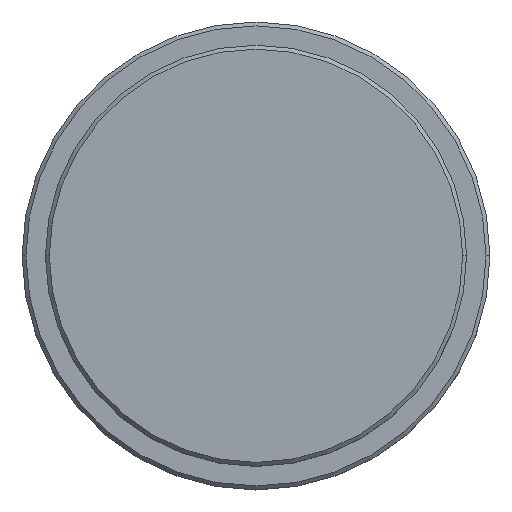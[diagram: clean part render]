
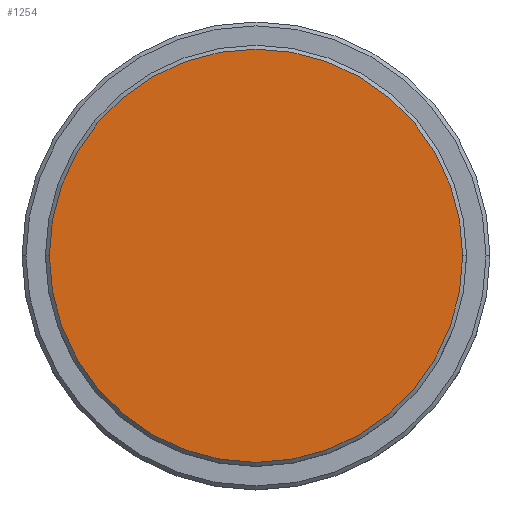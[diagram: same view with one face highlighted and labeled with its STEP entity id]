
A CAD part, top view. The second image highlights one B-rep face of the part: STEP entity #1254.
In plain terms, the highlighted planar face has unit normal (0, 0, 1).
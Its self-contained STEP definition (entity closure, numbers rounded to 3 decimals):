
#11 = EDGE_CURVE ( 'NONE', #681, #867, #1015, .T. ) ;
#24 = DIRECTION ( 'NONE',  ( 0., 0., 1. ) ) ;
#128 = DIRECTION ( 'NONE',  ( 1., 0., 0. ) ) ;
#191 = EDGE_LOOP ( 'NONE', ( #1052, #1374 ) ) ;
#450 = DIRECTION ( 'NONE',  ( 1., 0., 0. ) ) ;
#484 = DIRECTION ( 'NONE',  ( 1., 0., 0. ) ) ;
#529 = PLANE ( 'NONE',  #1154 ) ;
#666 = CARTESIAN_POINT ( 'NONE',  ( 0., 0., 0. ) ) ;
#681 = VERTEX_POINT ( 'NONE', #844 ) ;
#785 = CARTESIAN_POINT ( 'NONE',  ( 0., 0., 0. ) ) ;
#844 = CARTESIAN_POINT ( 'NONE',  ( -26.5, 0., 0. ) ) ;
#860 = AXIS2_PLACEMENT_3D ( 'NONE', #1328, #1241, #128 ) ;
#865 = AXIS2_PLACEMENT_3D ( 'NONE', #785, #24, #484 ) ;
#867 = VERTEX_POINT ( 'NONE', #1309 ) ;
#872 = DIRECTION ( 'NONE',  ( 0., 0., 1. ) ) ;
#979 = FACE_OUTER_BOUND ( 'NONE', #191, .T. ) ;
#1015 = CIRCLE ( 'NONE', #860, 26.5 ) ;
#1036 = EDGE_CURVE ( 'NONE', #867, #681, #1405, .T. ) ;
#1052 = ORIENTED_EDGE ( 'NONE', *, *, #11, .T. ) ;
#1154 = AXIS2_PLACEMENT_3D ( 'NONE', #666, #872, #450 ) ;
#1241 = DIRECTION ( 'NONE',  ( 0., 0., 1. ) ) ;
#1254 = ADVANCED_FACE ( 'NONE', ( #979 ), #529, .T. ) ;
#1309 = CARTESIAN_POINT ( 'NONE',  ( 26.5, 0., 0. ) ) ;
#1328 = CARTESIAN_POINT ( 'NONE',  ( 0., 0., 0. ) ) ;
#1374 = ORIENTED_EDGE ( 'NONE', *, *, #1036, .T. ) ;
#1405 = CIRCLE ( 'NONE', #865, 26.5 ) ;
